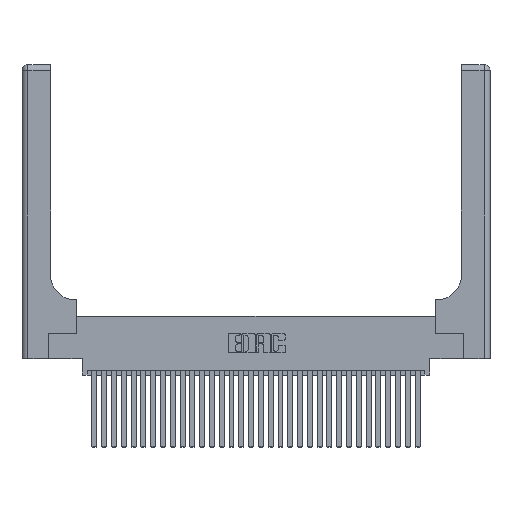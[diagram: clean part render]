
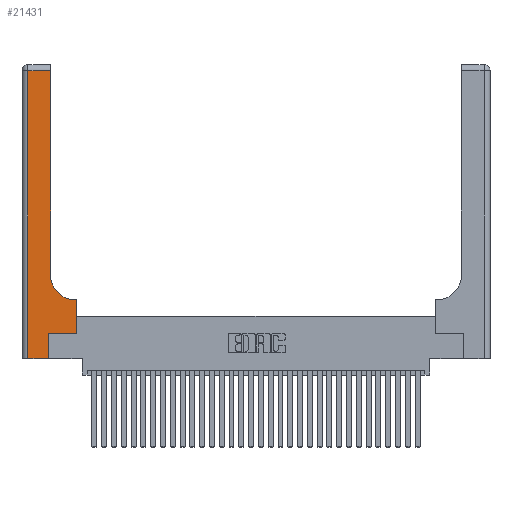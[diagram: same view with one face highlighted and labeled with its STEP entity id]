
A CAD part, top view. The second image highlights one B-rep face of the part: STEP entity #21431.
In plain terms, the highlighted planar face has unit normal (0, 0, 1).
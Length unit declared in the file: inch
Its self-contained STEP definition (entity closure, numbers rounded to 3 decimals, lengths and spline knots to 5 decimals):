
#650 = ORIENTED_EDGE ( 'NONE', *, *, #18737, .T. ) ;
#923 = VERTEX_POINT ( 'NONE', #30634 ) ;
#1275 = CARTESIAN_POINT ( 'NONE',  ( 0.06, 0., 0.37 ) ) ;
#1304 = CARTESIAN_POINT ( 'NONE',  ( 0.5415, 0.85, 0.37 ) ) ;
#1401 = DIRECTION ( 'NONE',  ( 0., 1., 0. ) ) ;
#1806 = DIRECTION ( 'NONE',  ( 0., 1., 0. ) ) ;
#1878 = VERTEX_POINT ( 'NONE', #11698 ) ;
#1958 = CARTESIAN_POINT ( 'NONE',  ( 0., 0., 0.37 ) ) ;
#1961 = EDGE_CURVE ( 'NONE', #18000, #29622, #3753, .T. ) ;
#2287 = ORIENTED_EDGE ( 'NONE', *, *, #27080, .T. ) ;
#2334 = VERTEX_POINT ( 'NONE', #3205 ) ;
#2848 = PLANE ( 'NONE',  #25373 ) ;
#2967 = EDGE_CURVE ( 'NONE', #28868, #2334, #15594, .T. ) ;
#2972 = VECTOR ( 'NONE', #22264, 39.37008 ) ;
#3169 = DIRECTION ( 'NONE',  ( -1., 0., 0. ) ) ;
#3205 = CARTESIAN_POINT ( 'NONE',  ( 0.5415, 0.6, 0.37 ) ) ;
#3753 = LINE ( 'NONE', #1958, #2972 ) ;
#3851 = DIRECTION ( 'NONE',  ( 1., 0., 0. ) ) ;
#3857 = ORIENTED_EDGE ( 'NONE', *, *, #1961, .T. ) ;
#5356 = DIRECTION ( 'NONE',  ( 0., 0., -1. ) ) ;
#6399 = EDGE_CURVE ( 'NONE', #923, #19473, #14713, .T. ) ;
#6673 = LINE ( 'NONE', #11754, #32879 ) ;
#6746 = LINE ( 'NONE', #32206, #32160 ) ;
#7215 = CARTESIAN_POINT ( 'NONE',  ( 0.269, 0.25, 0.37 ) ) ;
#7703 = CARTESIAN_POINT ( 'NONE',  ( 0.2915, 2.94, 0.37 ) ) ;
#7823 = ORIENTED_EDGE ( 'NONE', *, *, #2967, .T. ) ;
#8887 = DIRECTION ( 'NONE',  ( 0., 1., 0. ) ) ;
#9126 = EDGE_LOOP ( 'NONE', ( #650, #2287, #23314, #3857, #10612, #12204, #32456, #7823, #28097 ) ) ;
#10448 = VECTOR ( 'NONE', #3169, 39.37008 ) ;
#10612 = ORIENTED_EDGE ( 'NONE', *, *, #21751, .T. ) ;
#11441 = CARTESIAN_POINT ( 'NONE',  ( 0.269, 0., 0.37 ) ) ;
#11564 = EDGE_CURVE ( 'NONE', #19473, #28868, #17882, .T. ) ;
#11698 = CARTESIAN_POINT ( 'NONE',  ( 0.06, 2.94, 0.37 ) ) ;
#11745 = VECTOR ( 'NONE', #8887, 39.37008 ) ;
#11754 = CARTESIAN_POINT ( 'NONE',  ( 0., 2.94, 0.37 ) ) ;
#12204 = ORIENTED_EDGE ( 'NONE', *, *, #6399, .T. ) ;
#12504 = DIRECTION ( 'NONE',  ( 0., -1., 0. ) ) ;
#13128 = VECTOR ( 'NONE', #22419, 39.37008 ) ;
#13741 = FACE_OUTER_BOUND ( 'NONE', #9126, .T. ) ;
#14305 = DIRECTION ( 'NONE',  ( -1., 0., 0. ) ) ;
#14713 = LINE ( 'NONE', #7215, #13128 ) ;
#14724 = CARTESIAN_POINT ( 'NONE',  ( 0.2915, 0.85, 0.37 ) ) ;
#15594 = LINE ( 'NONE', #18357, #10448 ) ;
#15927 = EDGE_CURVE ( 'NONE', #1878, #18000, #27564, .T. ) ;
#17621 = CARTESIAN_POINT ( 'NONE',  ( 0.06, 3., 0.37 ) ) ;
#17882 = LINE ( 'NONE', #31797, #30589 ) ;
#18000 = VERTEX_POINT ( 'NONE', #1275 ) ;
#18357 = CARTESIAN_POINT ( 'NONE',  ( 0.2915, 0.6, 0.37 ) ) ;
#18737 = EDGE_CURVE ( 'NONE', #24473, #26003, #6746, .T. ) ;
#19060 = DIRECTION ( 'NONE',  ( 0., 0., -1. ) ) ;
#19303 = LINE ( 'NONE', #11441, #11745 ) ;
#19473 = VERTEX_POINT ( 'NONE', #31117 ) ;
#20409 = CARTESIAN_POINT ( 'NONE',  ( 0.5585, 0.6, 0.37 ) ) ;
#20483 = CARTESIAN_POINT ( 'NONE',  ( 0.269, 0., 0.37 ) ) ;
#20579 = CARTESIAN_POINT ( 'NONE',  ( 0., 3., 0.37 ) ) ;
#21431 = ADVANCED_FACE ( 'NONE', ( #13741 ), #2848, .F. ) ;
#21751 = EDGE_CURVE ( 'NONE', #29622, #923, #19303, .T. ) ;
#21872 = CIRCLE ( 'NONE', #26282, 0.25 ) ;
#22264 = DIRECTION ( 'NONE',  ( 1., 0., 0. ) ) ;
#22419 = DIRECTION ( 'NONE',  ( 1., 0., 0. ) ) ;
#23129 = DIRECTION ( 'NONE',  ( -1., 0., 0. ) ) ;
#23314 = ORIENTED_EDGE ( 'NONE', *, *, #15927, .T. ) ;
#24473 = VERTEX_POINT ( 'NONE', #14724 ) ;
#25373 = AXIS2_PLACEMENT_3D ( 'NONE', #20579, #5356, #23129 ) ;
#25694 = EDGE_CURVE ( 'NONE', #2334, #24473, #21872, .T. ) ;
#26003 = VERTEX_POINT ( 'NONE', #7703 ) ;
#26282 = AXIS2_PLACEMENT_3D ( 'NONE', #1304, #19060, #3851 ) ;
#27080 = EDGE_CURVE ( 'NONE', #26003, #1878, #6673, .T. ) ;
#27564 = LINE ( 'NONE', #17621, #28368 ) ;
#28097 = ORIENTED_EDGE ( 'NONE', *, *, #25694, .T. ) ;
#28368 = VECTOR ( 'NONE', #12504, 39.37008 ) ;
#28868 = VERTEX_POINT ( 'NONE', #20409 ) ;
#29622 = VERTEX_POINT ( 'NONE', #20483 ) ;
#30589 = VECTOR ( 'NONE', #1401, 39.37008 ) ;
#30634 = CARTESIAN_POINT ( 'NONE',  ( 0.269, 0.25, 0.37 ) ) ;
#31117 = CARTESIAN_POINT ( 'NONE',  ( 0.5585, 0.25, 0.37 ) ) ;
#31797 = CARTESIAN_POINT ( 'NONE',  ( 0.5585, 0.25, 0.37 ) ) ;
#32160 = VECTOR ( 'NONE', #1806, 39.37008 ) ;
#32206 = CARTESIAN_POINT ( 'NONE',  ( 0.2915, 3., 0.37 ) ) ;
#32456 = ORIENTED_EDGE ( 'NONE', *, *, #11564, .T. ) ;
#32879 = VECTOR ( 'NONE', #14305, 39.37008 ) ;
